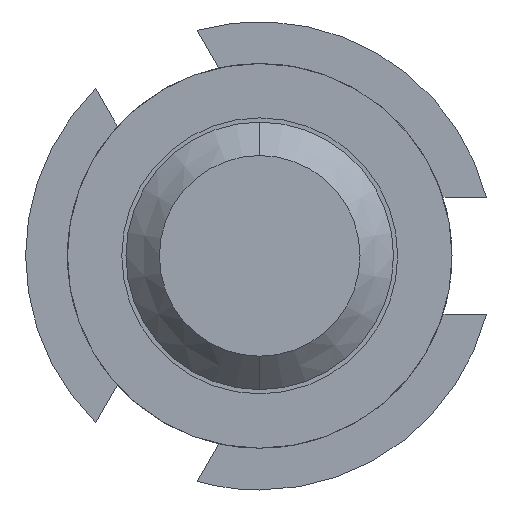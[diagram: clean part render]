
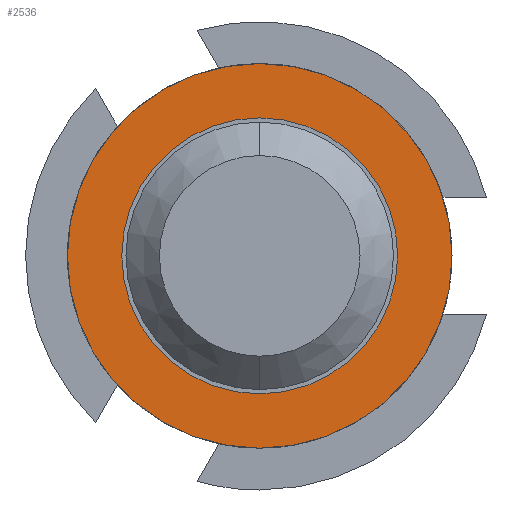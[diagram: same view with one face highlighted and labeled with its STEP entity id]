
A CAD part, front view. The second image highlights one B-rep face of the part: STEP entity #2536.
In plain terms, the highlighted planar face has unit normal (0, -1, 0).
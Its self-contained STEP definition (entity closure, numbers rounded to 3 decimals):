
#71 = DIRECTION ( 'NONE',  ( 0., 0., 1. ) ) ;
#144 = DIRECTION ( 'NONE',  ( 0., 0., 1. ) ) ;
#366 = PLANE ( 'NONE',  #4167 ) ;
#409 = AXIS2_PLACEMENT_3D ( 'NONE', #888, #4011, #2745 ) ;
#708 = EDGE_CURVE ( 'Defeature ausgef�hrt1_37+Defeature ausgef�hrt1_43+Defeature ausgef�hrt1_43+Defeature ausgef�hrt1_43', #4425, #2366, #3170, .T. ) ;
#736 = VERTEX_POINT ( 'NONE', #2855 ) ;
#793 = CARTESIAN_POINT ( 'NONE',  ( 0., -1.5, 0. ) ) ;
#858 = EDGE_CURVE ( 'Defeature ausgef�hrt1_43+Defeature ausgef�hrt1_42+Defeature ausgef�hrt1_42+Defeature ausgef�hrt1_42', #4158, #736, #2224, .T. ) ;
#888 = CARTESIAN_POINT ( 'NONE',  ( 0., -1.5, 0. ) ) ;
#971 = AXIS2_PLACEMENT_3D ( 'NONE', #793, #2883, #144 ) ;
#995 = DIRECTION ( 'NONE',  ( 0., 0., 1. ) ) ;
#1023 = DIRECTION ( 'NONE',  ( 0., 1., 0. ) ) ;
#1057 = CARTESIAN_POINT ( 'NONE',  ( 0., -1.5, 0.825 ) ) ;
#1070 = DIRECTION ( 'NONE',  ( 0., 0., 1. ) ) ;
#1100 = ORIENTED_EDGE ( 'NONE', *, *, #1970, .F. ) ;
#1426 = DIRECTION ( 'NONE',  ( 0., 1., 0. ) ) ;
#1603 = CARTESIAN_POINT ( 'NONE',  ( 0., -1.5, -1.15 ) ) ;
#1970 = EDGE_CURVE ( 'Defeature ausgef�hrt1_37+Defeature ausgef�hrt1_43+Defeature ausgef�hrt1_43+Defeature ausgef�hrt1_43', #2366, #4425, #2363, .T. ) ;
#2070 = FACE_BOUND ( 'NONE', #2374, .T. ) ;
#2134 = FACE_OUTER_BOUND ( 'NONE', #3003, .T. ) ;
#2224 = CIRCLE ( 'NONE', #409, 0.825 ) ;
#2363 = CIRCLE ( 'NONE', #971, 1.15 ) ;
#2366 = VERTEX_POINT ( 'NONE', #3937 ) ;
#2374 = EDGE_LOOP ( 'NONE', ( #4354, #4069 ) ) ;
#2436 = ORIENTED_EDGE ( 'NONE', *, *, #708, .F. ) ;
#2468 = DIRECTION ( 'NONE',  ( 0., 1., 0. ) ) ;
#2536 = ADVANCED_FACE ( 'Defeature ausgef�hrt1_43', ( #2134, #2070 ), #366, .F. ) ;
#2745 = DIRECTION ( 'NONE',  ( 0., 0., 1. ) ) ;
#2855 = CARTESIAN_POINT ( 'NONE',  ( 0., -1.5, -0.825 ) ) ;
#2883 = DIRECTION ( 'NONE',  ( 0., 1., 0. ) ) ;
#3003 = EDGE_LOOP ( 'NONE', ( #1100, #2436 ) ) ;
#3170 = CIRCLE ( 'NONE', #3596, 1.15 ) ;
#3214 = CARTESIAN_POINT ( 'NONE',  ( 0., -1.5, 0. ) ) ;
#3226 = CIRCLE ( 'NONE', #3809, 0.825 ) ;
#3253 = EDGE_CURVE ( 'Defeature ausgef�hrt1_43+Defeature ausgef�hrt1_42+Defeature ausgef�hrt1_42+Defeature ausgef�hrt1_42', #736, #4158, #3226, .T. ) ;
#3520 = CARTESIAN_POINT ( 'NONE',  ( 0.825, -1.5, 0. ) ) ;
#3596 = AXIS2_PLACEMENT_3D ( 'NONE', #4491, #2468, #1070 ) ;
#3809 = AXIS2_PLACEMENT_3D ( 'NONE', #3214, #1023, #71 ) ;
#3937 = CARTESIAN_POINT ( 'NONE',  ( 0., -1.5, 1.15 ) ) ;
#4011 = DIRECTION ( 'NONE',  ( 0., 1., 0. ) ) ;
#4069 = ORIENTED_EDGE ( 'NONE', *, *, #3253, .T. ) ;
#4158 = VERTEX_POINT ( 'NONE', #1057 ) ;
#4167 = AXIS2_PLACEMENT_3D ( 'NONE', #3520, #1426, #995 ) ;
#4354 = ORIENTED_EDGE ( 'NONE', *, *, #858, .T. ) ;
#4425 = VERTEX_POINT ( 'NONE', #1603 ) ;
#4491 = CARTESIAN_POINT ( 'NONE',  ( 0., -1.5, 0. ) ) ;
